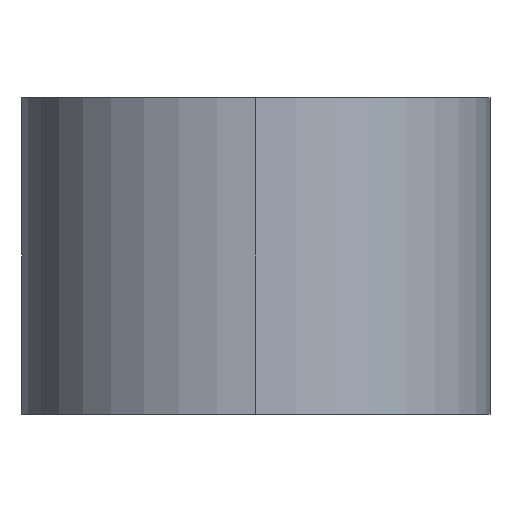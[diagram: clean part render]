
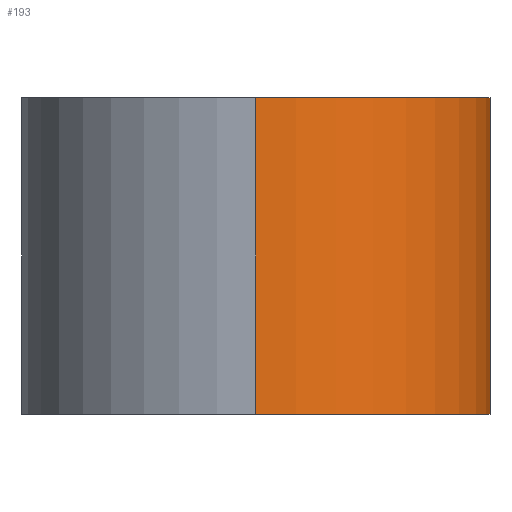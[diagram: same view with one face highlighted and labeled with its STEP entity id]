
A CAD part, left-side view. The second image highlights one B-rep face of the part: STEP entity #193.
In plain terms, the highlighted cylindrical face has radius 7.1 mm (diameter 14.2 mm), a partial arc.
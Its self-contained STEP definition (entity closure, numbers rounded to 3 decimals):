
#68 = VERTEX_POINT ( 'NONE', #830 ) ;
#94 = EDGE_LOOP ( 'NONE', ( #120, #753, #764, #788 ) ) ;
#102 = VERTEX_POINT ( 'NONE', #749 ) ;
#120 = ORIENTED_EDGE ( 'NONE', *, *, #302, .F. ) ;
#150 = VERTEX_POINT ( 'NONE', #882 ) ;
#171 = VERTEX_POINT ( 'NONE', #784 ) ;
#193 = ADVANCED_FACE ( 'NONE', ( #978 ), #992, .T. ) ;
#237 = CIRCLE ( 'NONE', #963, 7.1 ) ;
#247 = EDGE_CURVE ( 'NONE', #68, #102, #556, .T. ) ;
#294 = CIRCLE ( 'NONE', #969, 7.1 ) ;
#297 = EDGE_CURVE ( 'NONE', #150, #171, #394, .T. ) ;
#302 = EDGE_CURVE ( 'NONE', #68, #150, #294, .T. ) ;
#305 = EDGE_CURVE ( 'NONE', #102, #171, #237, .T. ) ;
#394 = LINE ( 'NONE', #514, #965 ) ;
#395 = DIRECTION ( 'NONE',  ( 0., 0., -1. ) ) ;
#396 = CARTESIAN_POINT ( 'NONE',  ( 0., 0., 4.8 ) ) ;
#441 = DIRECTION ( 'NONE',  ( 0., 0., 1. ) ) ;
#476 = DIRECTION ( 'NONE',  ( 1., 0., 0. ) ) ;
#482 = DIRECTION ( 'NONE',  ( 0., 0., 1. ) ) ;
#484 = DIRECTION ( 'NONE',  ( 1., 0., 0. ) ) ;
#514 = CARTESIAN_POINT ( 'NONE',  ( 0., -7.1, 4.8 ) ) ;
#547 = CARTESIAN_POINT ( 'NONE',  ( 0., 0., -4.8 ) ) ;
#552 = DIRECTION ( 'NONE',  ( 0., 0., -1. ) ) ;
#553 = CARTESIAN_POINT ( 'NONE',  ( -7.1, 0., 4.8 ) ) ;
#556 = LINE ( 'NONE', #553, #1036 ) ;
#749 = CARTESIAN_POINT ( 'NONE',  ( -7.1, 0., -4.8 ) ) ;
#753 = ORIENTED_EDGE ( 'NONE', *, *, #247, .T. ) ;
#764 = ORIENTED_EDGE ( 'NONE', *, *, #305, .T. ) ;
#784 = CARTESIAN_POINT ( 'NONE',  ( 0., -7.1, -4.8 ) ) ;
#787 = DIRECTION ( 'NONE',  ( -1., 0., 0. ) ) ;
#788 = ORIENTED_EDGE ( 'NONE', *, *, #297, .F. ) ;
#791 = DIRECTION ( 'NONE',  ( 0., 0., -1. ) ) ;
#792 = CARTESIAN_POINT ( 'NONE',  ( 0., 0., 4.8 ) ) ;
#830 = CARTESIAN_POINT ( 'NONE',  ( -7.1, 0., 4.8 ) ) ;
#882 = CARTESIAN_POINT ( 'NONE',  ( 0., -7.1, 4.8 ) ) ;
#963 = AXIS2_PLACEMENT_3D ( 'NONE', #547, #441, #476 ) ;
#965 = VECTOR ( 'NONE', #395, 1000. ) ;
#969 = AXIS2_PLACEMENT_3D ( 'NONE', #396, #482, #484 ) ;
#978 = FACE_OUTER_BOUND ( 'NONE', #94, .T. ) ;
#992 = CYLINDRICAL_SURFACE ( 'NONE', #994, 7.1 ) ;
#994 = AXIS2_PLACEMENT_3D ( 'NONE', #792, #791, #787 ) ;
#1036 = VECTOR ( 'NONE', #552, 1000. ) ;
